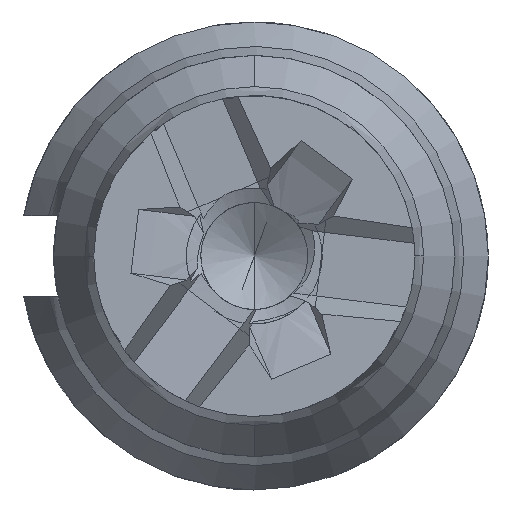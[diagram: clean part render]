
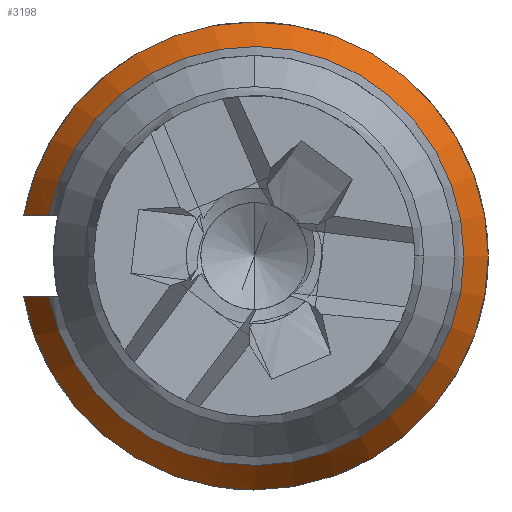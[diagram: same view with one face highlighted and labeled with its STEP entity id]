
A CAD part, left-side view. The second image highlights one B-rep face of the part: STEP entity #3198.
In plain terms, the highlighted conical face has half-angle 30 degrees and reference radius 3.5 mm.
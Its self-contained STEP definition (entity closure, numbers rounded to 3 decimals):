
#202 = CARTESIAN_POINT ( 'NONE',  ( -2.5, 3.076, 0.6 ) ) ;
#416 = ORIENTED_EDGE ( 'NONE', *, *, #5135, .T. ) ;
#532 = DIRECTION ( 'NONE',  ( 0., 1., 0. ) ) ;
#600 = CARTESIAN_POINT ( 'NONE',  ( -1.866, 0., 0. ) ) ;
#716 = CARTESIAN_POINT ( 'NONE',  ( -2.077, 3.324, 0.6 ) ) ;
#731 = DIRECTION ( 'NONE',  ( 1., 0., 0. ) ) ;
#1029 = AXIS2_PLACEMENT_3D ( 'NONE', #2164, #731, #4292 ) ;
#1155 = EDGE_CURVE ( 'NONE', #3382, #7704, #8149, .T. ) ;
#1825 = CONICAL_SURFACE ( 'NONE', #6975, 3.5, 0.524 ) ;
#2100 = CARTESIAN_POINT ( 'NONE',  ( -2.5, 3.076, 0.6 ) ) ;
#2164 = CARTESIAN_POINT ( 'NONE',  ( -2.5, 0., 0. ) ) ;
#2364 = CARTESIAN_POINT ( 'NONE',  ( -2.5, 3.076, -0.6 ) ) ;
#2448 = EDGE_CURVE ( 'NONE', #7704, #2677, #4846, .T. ) ;
#2451 = CARTESIAN_POINT ( 'NONE',  ( -1.866, 3.448, -0.6 ) ) ;
#2677 = VERTEX_POINT ( 'NONE', #6947 ) ;
#3084 = CIRCLE ( 'NONE', #6175, 3.5 ) ;
#3142 = CARTESIAN_POINT ( 'NONE',  ( -2.077, 3.324, -0.6 ) ) ;
#3157 = EDGE_LOOP ( 'NONE', ( #416, #8223, #6882, #8683, #8862 ) ) ;
#3198 = ADVANCED_FACE ( 'NONE', ( #6802 ), #1825, .T. ) ;
#3251 = DIRECTION ( 'NONE',  ( 1., 0., 0. ) ) ;
#3382 = VERTEX_POINT ( 'NONE', #8306 ) ;
#3411 = DIRECTION ( 'NONE',  ( 1., 0., 0. ) ) ;
#4292 = DIRECTION ( 'NONE',  ( 0., 1., 0. ) ) ;
#4429 = EDGE_CURVE ( 'NONE', #4465, #3382, #3084, .T. ) ;
#4465 = VERTEX_POINT ( 'NONE', #6818 ) ;
#4542 = CARTESIAN_POINT ( 'NONE',  ( -2.289, 3.2, -0.6 ) ) ;
#4846 = B_SPLINE_CURVE_WITH_KNOTS ( 'NONE', 3,
 ( #2451, #3142, #4542, #2364 ),
 .UNSPECIFIED., .F., .F.,
 ( 4, 4 ),
 ( 0., 0.001 ),
 .UNSPECIFIED. ) ;
#4925 = CARTESIAN_POINT ( 'NONE',  ( -2.289, 3.2, 0.6 ) ) ;
#5135 = EDGE_CURVE ( 'NONE', #4465, #5329, #8283, .T. ) ;
#5299 = DIRECTION ( 'NONE',  ( 0., -1., 0. ) ) ;
#5329 = VERTEX_POINT ( 'NONE', #202 ) ;
#5899 = CARTESIAN_POINT ( 'NONE',  ( -1.866, 0., 0. ) ) ;
#6089 = DIRECTION ( 'NONE',  ( 0., -1., 0. ) ) ;
#6175 = AXIS2_PLACEMENT_3D ( 'NONE', #600, #3411, #6089 ) ;
#6802 = FACE_OUTER_BOUND ( 'NONE', #3157, .T. ) ;
#6818 = CARTESIAN_POINT ( 'NONE',  ( -1.866, 3.448, 0.6 ) ) ;
#6849 = CARTESIAN_POINT ( 'NONE',  ( -1.866, 0., 0. ) ) ;
#6882 = ORIENTED_EDGE ( 'NONE', *, *, #2448, .F. ) ;
#6947 = CARTESIAN_POINT ( 'NONE',  ( -2.5, 3.076, -0.6 ) ) ;
#6975 = AXIS2_PLACEMENT_3D ( 'NONE', #6849, #8916, #532 ) ;
#7074 = CARTESIAN_POINT ( 'NONE',  ( -1.866, 3.448, -0.6 ) ) ;
#7364 = CIRCLE ( 'NONE', #1029, 3.134 ) ;
#7704 = VERTEX_POINT ( 'NONE', #7074 ) ;
#7714 = AXIS2_PLACEMENT_3D ( 'NONE', #5899, #3251, #5299 ) ;
#8149 = CIRCLE ( 'NONE', #7714, 3.5 ) ;
#8223 = ORIENTED_EDGE ( 'NONE', *, *, #8762, .T. ) ;
#8283 = B_SPLINE_CURVE_WITH_KNOTS ( 'NONE', 3,
 ( #8367, #716, #4925, #2100 ),
 .UNSPECIFIED., .F., .F.,
 ( 4, 4 ),
 ( 0., 0.001 ),
 .UNSPECIFIED. ) ;
#8306 = CARTESIAN_POINT ( 'NONE',  ( -1.866, -3.5, 0. ) ) ;
#8367 = CARTESIAN_POINT ( 'NONE',  ( -1.866, 3.448, 0.6 ) ) ;
#8683 = ORIENTED_EDGE ( 'NONE', *, *, #1155, .F. ) ;
#8762 = EDGE_CURVE ( 'NONE', #5329, #2677, #7364, .T. ) ;
#8862 = ORIENTED_EDGE ( 'NONE', *, *, #4429, .F. ) ;
#8916 = DIRECTION ( 'NONE',  ( 1., 0., 0. ) ) ;
